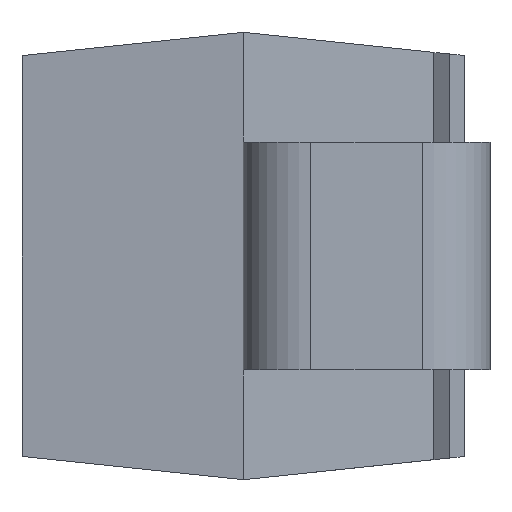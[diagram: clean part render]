
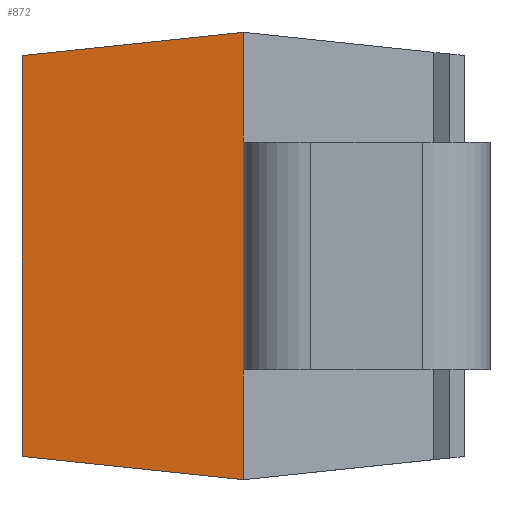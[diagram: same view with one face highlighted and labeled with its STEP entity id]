
A CAD part, left-side view. The second image highlights one B-rep face of the part: STEP entity #872.
In plain terms, the highlighted planar face has unit normal (-0.995, 0.104, 0).
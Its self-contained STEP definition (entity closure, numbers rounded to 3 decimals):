
#18 = VECTOR ( 'NONE', #615, 1000. ) ;
#88 = LINE ( 'NONE', #675, #1274 ) ;
#105 = EDGE_CURVE ( 'NONE', #519, #169, #351, .T. ) ;
#106 = EDGE_CURVE ( '��������1_18+��������1_13+��������1', #1220, #777, #274, .T. ) ;
#163 = DIRECTION ( 'NONE',  ( -0.105, -0.995, 0. ) ) ;
#169 = VERTEX_POINT ( 'NONE', #301 ) ;
#189 = ORIENTED_EDGE ( 'NONE', *, *, #1006, .F. ) ;
#202 = DIRECTION ( 'NONE',  ( -0.104, -0.989, -0.104 ) ) ;
#216 = DIRECTION ( 'NONE',  ( 0., 0., 1. ) ) ;
#272 = VECTOR ( 'NONE', #1444, 1000. ) ;
#274 = LINE ( 'NONE', #1357, #18 ) ;
#298 = PLANE ( 'NONE',  #396 ) ;
#301 = CARTESIAN_POINT ( 'NONE',  ( -2.25, 0., 1.325 ) ) ;
#334 = CARTESIAN_POINT ( 'NONE',  ( -2.25, 0., -0.675 ) ) ;
#351 = LINE ( 'NONE', #1075, #717 ) ;
#396 = AXIS2_PLACEMENT_3D ( 'NONE', #881, #441, #163 ) ;
#427 = CARTESIAN_POINT ( 'NONE',  ( -2.25, 0., -1.325 ) ) ;
#441 = DIRECTION ( 'NONE',  ( -0.995, 0.105, 0. ) ) ;
#519 = VERTEX_POINT ( 'NONE', #657 ) ;
#615 = DIRECTION ( 'NONE',  ( 0., 0., 1. ) ) ;
#657 = CARTESIAN_POINT ( 'NONE',  ( -2.25, 0., 0.675 ) ) ;
#668 = CARTESIAN_POINT ( 'NONE',  ( -2.112, 1.31, 1.187 ) ) ;
#675 = CARTESIAN_POINT ( 'NONE',  ( -2.221, 0.273, -1.296 ) ) ;
#717 = VECTOR ( 'NONE', #1094, 1000. ) ;
#777 = VERTEX_POINT ( 'NONE', #334 ) ;
#780 = FACE_OUTER_BOUND ( 'NONE', #1252, .T. ) ;
#826 = LINE ( 'NONE', #1108, #1375 ) ;
#839 = VERTEX_POINT ( 'NONE', #668 ) ;
#872 = ADVANCED_FACE ( 'NONE', ( #780 ), #298, .T. ) ;
#881 = CARTESIAN_POINT ( 'NONE',  ( -2.25, 0., 1.325 ) ) ;
#894 = LINE ( 'NONE', #1023, #272 ) ;
#917 = ORIENTED_EDGE ( 'NONE', *, *, #106, .T. ) ;
#933 = ORIENTED_EDGE ( 'NONE', *, *, #1287, .F. ) ;
#1006 = EDGE_CURVE ( '��������1_1+��������1_18+��������', #519, #777, #826, .T. ) ;
#1007 = CARTESIAN_POINT ( 'NONE',  ( -2.112, 1.31, 1.325 ) ) ;
#1023 = CARTESIAN_POINT ( 'NONE',  ( -2.201, 0.463, 1.276 ) ) ;
#1075 = CARTESIAN_POINT ( 'NONE',  ( -2.25, 0., 1.325 ) ) ;
#1082 = ORIENTED_EDGE ( 'NONE', *, *, #1281, .F. ) ;
#1092 = EDGE_CURVE ( '��������1_18+��������1_21+��������1_', #1367, #1220, #88, .T. ) ;
#1094 = DIRECTION ( 'NONE',  ( 0., 0., 1. ) ) ;
#1108 = CARTESIAN_POINT ( 'NONE',  ( -2.25, 0., 1.325 ) ) ;
#1158 = VECTOR ( 'NONE', #216, 1000. ) ;
#1195 = ORIENTED_EDGE ( 'NONE', *, *, #1092, .T. ) ;
#1200 = DIRECTION ( 'NONE',  ( 0., 0., -1. ) ) ;
#1204 = ORIENTED_EDGE ( 'NONE', *, *, #105, .T. ) ;
#1220 = VERTEX_POINT ( 'NONE', #427 ) ;
#1252 = EDGE_LOOP ( 'NONE', ( #917, #189, #1204, #933, #1082, #1195 ) ) ;
#1274 = VECTOR ( 'NONE', #202, 1000. ) ;
#1281 = EDGE_CURVE ( '��������1_22+��������1_18+��������1_', #1367, #839, #1440, .T. ) ;
#1287 = EDGE_CURVE ( '��������1_19+��������1_18+��������1_', #839, #169, #894, .T. ) ;
#1342 = CARTESIAN_POINT ( 'NONE',  ( -2.112, 1.31, -1.187 ) ) ;
#1357 = CARTESIAN_POINT ( 'NONE',  ( -2.25, 0., 1.325 ) ) ;
#1367 = VERTEX_POINT ( 'NONE', #1342 ) ;
#1375 = VECTOR ( 'NONE', #1200, 1000. ) ;
#1440 = LINE ( 'NONE', #1007, #1158 ) ;
#1444 = DIRECTION ( 'NONE',  ( -0.104, -0.989, 0.104 ) ) ;
